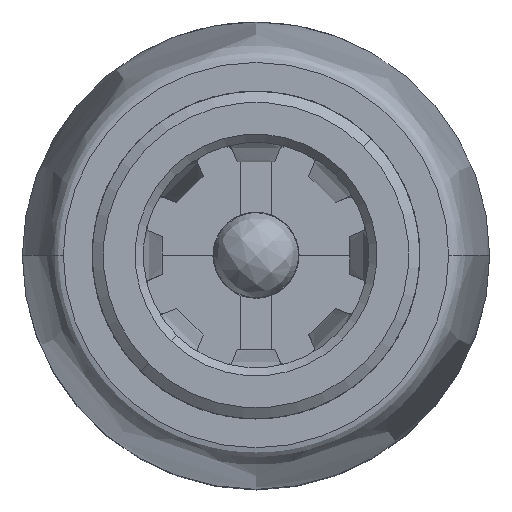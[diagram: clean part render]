
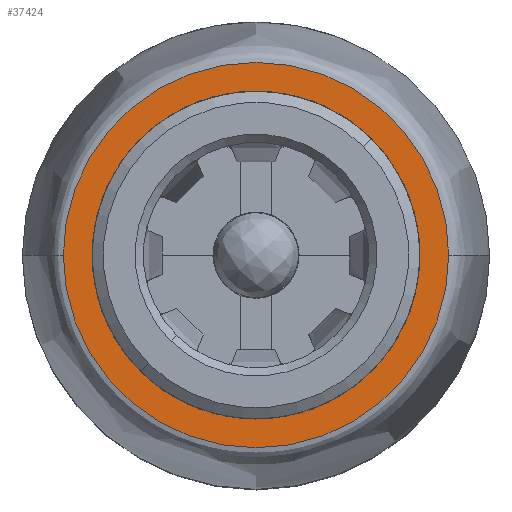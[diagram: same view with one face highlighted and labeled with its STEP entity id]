
A CAD part, top view. The second image highlights one B-rep face of the part: STEP entity #37424.
In plain terms, the highlighted face is planar.
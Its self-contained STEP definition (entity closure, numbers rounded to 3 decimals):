
#609 = DIRECTION ( 'NONE',  ( 1., 0., 0. ) ) ;
#3677 = CARTESIAN_POINT ( 'NONE',  ( 0., 0., 0. ) ) ;
#4160 = AXIS2_PLACEMENT_3D ( 'NONE', #30762, #29961, #29680 ) ;
#6347 = CIRCLE ( 'NONE', #41524, 4.7 ) ;
#6581 = CARTESIAN_POINT ( 'NONE',  ( 0., 0., -4. ) ) ;
#7257 = DIRECTION ( 'NONE',  ( 0., 0., 1. ) ) ;
#8695 = EDGE_LOOP ( 'NONE', ( #44734, #11822 ) ) ;
#9258 = EDGE_CURVE ( 'NONE', #17803, #38614, #24153, .T. ) ;
#9259 = ORIENTED_EDGE ( 'NONE', *, *, #9258, .F. ) ;
#11822 = ORIENTED_EDGE ( 'NONE', *, *, #22782, .F. ) ;
#12569 = ORIENTED_EDGE ( 'NONE', *, *, #29342, .F. ) ;
#15231 = DIRECTION ( 'NONE',  ( -1., 0., 0. ) ) ;
#16832 = CARTESIAN_POINT ( 'NONE',  ( 0., 4.7, 0. ) ) ;
#17056 = FACE_BOUND ( 'NONE', #23833, .T. ) ;
#17803 = VERTEX_POINT ( 'NONE', #6581 ) ;
#19671 = CARTESIAN_POINT ( 'NONE',  ( 0., 0., 0. ) ) ;
#22039 = CARTESIAN_POINT ( 'NONE',  ( 0., 0., 0. ) ) ;
#22517 = CARTESIAN_POINT ( 'NONE',  ( 0., 0., 4. ) ) ;
#22782 = EDGE_CURVE ( 'NONE', #31657, #44312, #31532, .T. ) ;
#23277 = DIRECTION ( 'NONE',  ( 0., 0., 1. ) ) ;
#23833 = EDGE_LOOP ( 'NONE', ( #9259, #12569 ) ) ;
#24153 = CIRCLE ( 'NONE', #4160, 4. ) ;
#25611 = DIRECTION ( 'NONE',  ( 0., 0., -1. ) ) ;
#28625 = AXIS2_PLACEMENT_3D ( 'NONE', #22039, #609, #25611 ) ;
#28688 = DIRECTION ( 'NONE',  ( -1., 0., 0. ) ) ;
#29342 = EDGE_CURVE ( 'NONE', #38614, #17803, #40338, .T. ) ;
#29404 = CARTESIAN_POINT ( 'NONE',  ( 0., 0., 0. ) ) ;
#29680 = DIRECTION ( 'NONE',  ( 0., 0., -1. ) ) ;
#29961 = DIRECTION ( 'NONE',  ( 1., 0., 0. ) ) ;
#30762 = CARTESIAN_POINT ( 'NONE',  ( 0., 0., 0. ) ) ;
#31532 = CIRCLE ( 'NONE', #32135, 4.7 ) ;
#31657 = VERTEX_POINT ( 'NONE', #40799 ) ;
#32135 = AXIS2_PLACEMENT_3D ( 'NONE', #19671, #43917, #23277 ) ;
#33079 = EDGE_CURVE ( 'NONE', #44312, #31657, #6347, .T. ) ;
#36352 = PLANE ( 'NONE',  #43562 ) ;
#37424 = ADVANCED_FACE ( 'NONE', ( #17056, #44876 ), #36352, .F. ) ;
#38614 = VERTEX_POINT ( 'NONE', #22517 ) ;
#39763 = DIRECTION ( 'NONE',  ( 0., 0., 1. ) ) ;
#40338 = CIRCLE ( 'NONE', #28625, 4. ) ;
#40799 = CARTESIAN_POINT ( 'NONE',  ( 0., -4.7, 0. ) ) ;
#41524 = AXIS2_PLACEMENT_3D ( 'NONE', #3677, #28688, #7257 ) ;
#43562 = AXIS2_PLACEMENT_3D ( 'NONE', #29404, #15231, #39763 ) ;
#43917 = DIRECTION ( 'NONE',  ( -1., 0., 0. ) ) ;
#44312 = VERTEX_POINT ( 'NONE', #16832 ) ;
#44734 = ORIENTED_EDGE ( 'NONE', *, *, #33079, .F. ) ;
#44876 = FACE_OUTER_BOUND ( 'NONE', #8695, .T. ) ;
